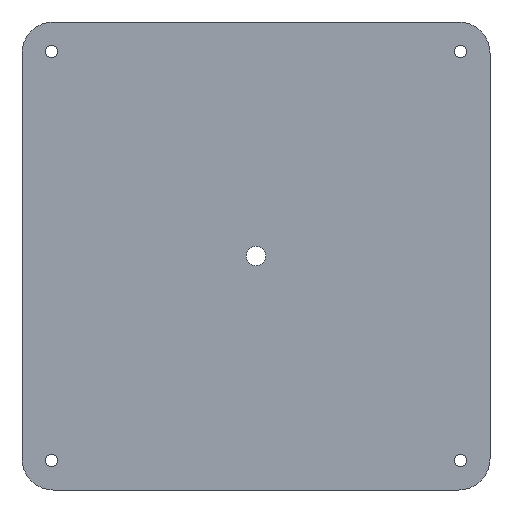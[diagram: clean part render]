
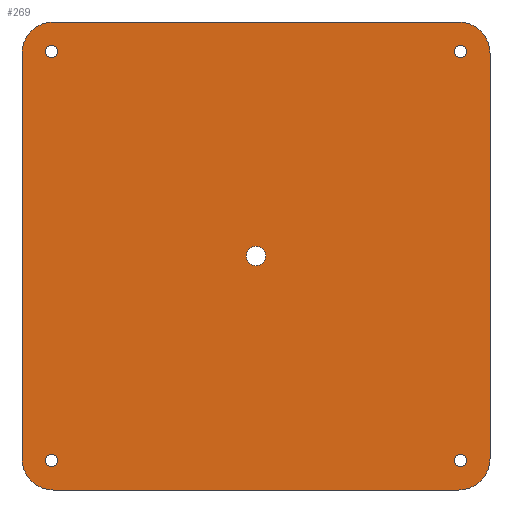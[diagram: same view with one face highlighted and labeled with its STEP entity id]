
A CAD part, front view. The second image highlights one B-rep face of the part: STEP entity #269.
In plain terms, the highlighted planar face has unit normal (0, -1, 0).
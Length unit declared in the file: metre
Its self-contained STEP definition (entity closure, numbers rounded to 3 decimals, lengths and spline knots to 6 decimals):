
#21=CIRCLE('',#300,0.0025);
#22=CIRCLE('',#301,0.0016);
#23=CIRCLE('',#302,0.0016);
#24=CIRCLE('',#303,0.0016);
#25=CIRCLE('',#304,0.0016);
#26=CIRCLE('',#305,0.008);
#27=CIRCLE('',#306,0.008);
#28=CIRCLE('',#307,0.008);
#29=CIRCLE('',#308,0.008);
#55=ORIENTED_EDGE('',*,*,#123,.F.);
#56=ORIENTED_EDGE('',*,*,#124,.F.);
#57=ORIENTED_EDGE('',*,*,#125,.F.);
#58=ORIENTED_EDGE('',*,*,#126,.F.);
#59=ORIENTED_EDGE('',*,*,#127,.F.);
#60=ORIENTED_EDGE('',*,*,#117,.T.);
#61=ORIENTED_EDGE('',*,*,#128,.T.);
#62=ORIENTED_EDGE('',*,*,#119,.F.);
#63=ORIENTED_EDGE('',*,*,#129,.T.);
#64=ORIENTED_EDGE('',*,*,#109,.F.);
#65=ORIENTED_EDGE('',*,*,#130,.T.);
#66=ORIENTED_EDGE('',*,*,#113,.T.);
#67=ORIENTED_EDGE('',*,*,#131,.T.);
#109=EDGE_CURVE('',#143,#144,#169,.T.);
#113=EDGE_CURVE('',#148,#147,#173,.T.);
#117=EDGE_CURVE('',#152,#151,#177,.T.);
#119=EDGE_CURVE('',#153,#154,#179,.T.);
#123=EDGE_CURVE('',#157,#157,#21,.T.);
#124=EDGE_CURVE('',#158,#158,#22,.T.);
#125=EDGE_CURVE('',#159,#159,#23,.T.);
#126=EDGE_CURVE('',#160,#160,#24,.T.);
#127=EDGE_CURVE('',#161,#161,#25,.T.);
#128=EDGE_CURVE('',#151,#154,#26,.T.);
#129=EDGE_CURVE('',#153,#144,#27,.T.);
#130=EDGE_CURVE('',#143,#148,#28,.T.);
#131=EDGE_CURVE('',#147,#152,#29,.T.);
#143=VERTEX_POINT('',#418);
#144=VERTEX_POINT('',#420);
#147=VERTEX_POINT('',#427);
#148=VERTEX_POINT('',#429);
#151=VERTEX_POINT('',#436);
#152=VERTEX_POINT('',#438);
#153=VERTEX_POINT('',#442);
#154=VERTEX_POINT('',#443);
#157=VERTEX_POINT('',#451);
#158=VERTEX_POINT('',#453);
#159=VERTEX_POINT('',#455);
#160=VERTEX_POINT('',#457);
#161=VERTEX_POINT('',#459);
#169=LINE('',#419,#185);
#173=LINE('',#428,#189);
#177=LINE('',#437,#193);
#179=LINE('',#441,#195);
#185=VECTOR('',#334,1.);
#189=VECTOR('',#340,1.);
#193=VECTOR('',#346,1.);
#195=VECTOR('',#350,1.);
#203=EDGE_LOOP('',(#55));
#204=EDGE_LOOP('',(#56));
#205=EDGE_LOOP('',(#57));
#206=EDGE_LOOP('',(#58));
#207=EDGE_LOOP('',(#59));
#208=EDGE_LOOP('',(#60,#61,#62,#63,#64,#65,#66,#67));
#233=FACE_BOUND('',#203,.T.);
#234=FACE_BOUND('',#204,.T.);
#235=FACE_BOUND('',#205,.T.);
#236=FACE_BOUND('',#206,.T.);
#237=FACE_BOUND('',#207,.T.);
#238=FACE_BOUND('',#208,.T.);
#263=PLANE('',#299);
#269=ADVANCED_FACE('',(#233,#234,#235,#236,#237,#238),#263,.T.);
#299=AXIS2_PLACEMENT_3D('',#449,#354,#355);
#300=AXIS2_PLACEMENT_3D('',#450,#356,#357);
#301=AXIS2_PLACEMENT_3D('',#452,#358,#359);
#302=AXIS2_PLACEMENT_3D('',#454,#360,#361);
#303=AXIS2_PLACEMENT_3D('',#456,#362,#363);
#304=AXIS2_PLACEMENT_3D('',#458,#364,#365);
#305=AXIS2_PLACEMENT_3D('',#460,#366,#367);
#306=AXIS2_PLACEMENT_3D('',#461,#368,#369);
#307=AXIS2_PLACEMENT_3D('',#462,#370,#371);
#308=AXIS2_PLACEMENT_3D('',#463,#372,#373);
#334=DIRECTION('',(1.,0.,0.));
#340=DIRECTION('',(0.,0.,-1.));
#346=DIRECTION('',(1.,0.,0.));
#350=DIRECTION('',(0.,0.,-1.));
#354=DIRECTION('',(0.,-1.,0.));
#355=DIRECTION('',(1.,0.,0.));
#356=DIRECTION('',(0.,-1.,0.));
#357=DIRECTION('',(0.,0.,-1.));
#358=DIRECTION('',(0.,-1.,0.));
#359=DIRECTION('',(0.,0.,-1.));
#360=DIRECTION('',(0.,-1.,0.));
#361=DIRECTION('',(0.,0.,-1.));
#362=DIRECTION('',(0.,-1.,0.));
#363=DIRECTION('',(0.,0.,-1.));
#364=DIRECTION('',(0.,-1.,0.));
#365=DIRECTION('',(0.,0.,-1.));
#366=DIRECTION('',(0.,-1.,0.));
#367=DIRECTION('',(0.,0.,-1.));
#368=DIRECTION('',(0.,-1.,0.));
#369=DIRECTION('',(0.,0.,-1.));
#370=DIRECTION('',(0.,-1.,0.));
#371=DIRECTION('',(0.,0.,-1.));
#372=DIRECTION('',(0.,-1.,0.));
#373=DIRECTION('',(0.,0.,-1.));
#418=CARTESIAN_POINT('',(-0.052,-0.003,0.06));
#419=CARTESIAN_POINT('',(0.,-0.003,0.06));
#420=CARTESIAN_POINT('',(0.052,-0.003,0.06));
#427=CARTESIAN_POINT('',(-0.06,-0.003,-0.052));
#428=CARTESIAN_POINT('',(-0.06,-0.003,0.));
#429=CARTESIAN_POINT('',(-0.06,-0.003,0.052));
#436=CARTESIAN_POINT('',(0.052,-0.003,-0.06));
#437=CARTESIAN_POINT('',(0.,-0.003,-0.06));
#438=CARTESIAN_POINT('',(-0.052,-0.003,-0.06));
#441=CARTESIAN_POINT('',(0.06,-0.003,0.));
#442=CARTESIAN_POINT('',(0.06,-0.003,0.052));
#443=CARTESIAN_POINT('',(0.06,-0.003,-0.052));
#449=CARTESIAN_POINT('',(0.,-0.003,0.));
#450=CARTESIAN_POINT('',(0.,-0.003,0.));
#451=CARTESIAN_POINT('',(0.,-0.003,-0.0025));
#452=CARTESIAN_POINT('',(0.05245,-0.003,0.05245));
#453=CARTESIAN_POINT('',(0.05245,-0.003,0.05085));
#454=CARTESIAN_POINT('',(-0.05245,-0.003,-0.05245));
#455=CARTESIAN_POINT('',(-0.05245,-0.003,-0.05405));
#456=CARTESIAN_POINT('',(0.05245,-0.003,-0.05245));
#457=CARTESIAN_POINT('',(0.05245,-0.003,-0.05405));
#458=CARTESIAN_POINT('',(-0.05245,-0.003,0.05245));
#459=CARTESIAN_POINT('',(-0.05245,-0.003,0.05085));
#460=CARTESIAN_POINT('',(0.052,-0.003,-0.052));
#461=CARTESIAN_POINT('',(0.052,-0.003,0.052));
#462=CARTESIAN_POINT('',(-0.052,-0.003,0.052));
#463=CARTESIAN_POINT('',(-0.052,-0.003,-0.052));
